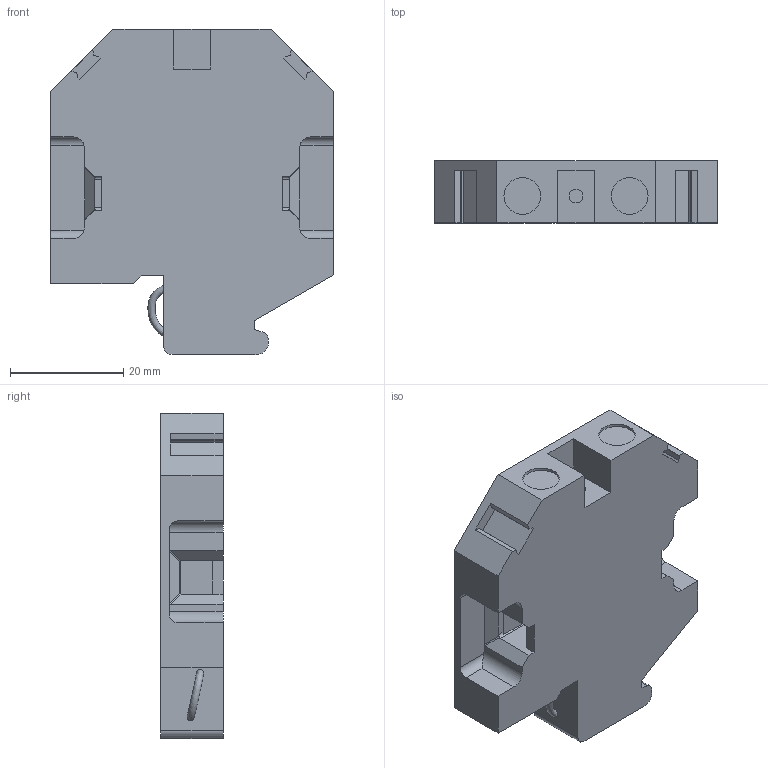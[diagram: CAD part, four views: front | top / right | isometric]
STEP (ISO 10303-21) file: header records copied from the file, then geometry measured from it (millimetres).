
FILE_DESCRIPTION(/* description */ ('Unknown'),/* implementation_level */ '2;1');
FILE_NAME(/* name */ 'CSLT1_KH_3D-SOLID',/* time_stamp */ '2024-11-22T09:45:38+05:00',/* author */ ('Unknown'),/* organization */ ('Unknown'),/* preprocessor_version */ 'ST-DEVELOPER v16.7',/* originating_system */ 'Solid Edge',/* authorisation */ 'Unknown');
FILE_SCHEMA (('AUTOMOTIVE_DESIGN {1 0 10303 214 3 1 1}'));
Length unit declared in the file: millimetre
Products named in the file (1): CSLT1_KH_3D-SOLID
Bounding box: 50 x 11 x 57.5 mm (x, y, z)
Volume: 22263 mm3; surface area: 7964 mm2
Topology: 1 solids, 1 shells, 98 faces, 276 edges, 183 vertices
Faces by surface type: plane 71, cylinder 26, bspline 1
Full cylindrical faces by diameter (mm): 2.459 x1, 6.5 x2
Entity records: 4121 total; most frequent: CARTESIAN_POINT 863, ORIENTED_EDGE 542, DIRECTION 509, EDGE_CURVE 271, LINE 209, VECTOR 209, VERTEX_POINT 182, AXIS2_PLACEMENT_3D 150
